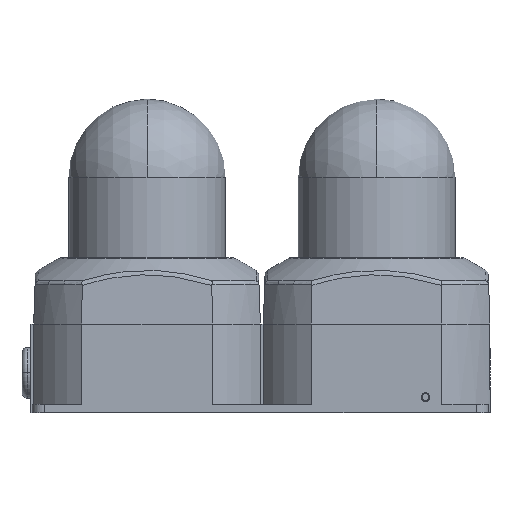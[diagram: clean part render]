
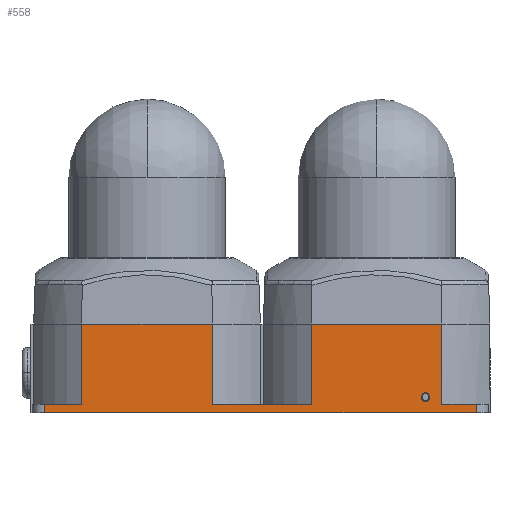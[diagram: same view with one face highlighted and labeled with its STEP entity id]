
A CAD part, left-side view. The second image highlights one B-rep face of the part: STEP entity #558.
In plain terms, the highlighted planar face has unit normal (-1, 0, 0).
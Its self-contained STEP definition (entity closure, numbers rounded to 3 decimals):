
#57 = DIRECTION ( 'NONE',  ( -1., 0., 0. ) ) ;
#95 = EDGE_CURVE ( 'NONE', #2152, #3879, #1261, .T. ) ;
#230 = ORIENTED_EDGE ( 'NONE', *, *, #466, .F. ) ;
#243 = LINE ( 'NONE', #4741, #2587 ) ;
#311 = FACE_OUTER_BOUND ( 'NONE', #3846, .T. ) ;
#312 = DIRECTION ( 'NONE',  ( 0., 0., 1. ) ) ;
#331 = EDGE_CURVE ( 'NONE', #895, #2197, #1222, .T. ) ;
#368 = ORIENTED_EDGE ( 'NONE', *, *, #1509, .F. ) ;
#393 = CARTESIAN_POINT ( 'NONE',  ( -65., 37.417, -46. ) ) ;
#395 = CIRCLE ( 'NONE', #3051, 2.5 ) ;
#446 = EDGE_CURVE ( 'NONE', #1425, #1982, #669, .T. ) ;
#466 = EDGE_CURVE ( 'NONE', #1425, #2152, #243, .T. ) ;
#473 = DIRECTION ( 'NONE',  ( -1., 0., 0. ) ) ;
#484 = ORIENTED_EDGE ( 'NONE', *, *, #446, .T. ) ;
#531 = DIRECTION ( 'NONE',  ( 0., 0., -1. ) ) ;
#545 = VECTOR ( 'NONE', #312, 1000. ) ;
#558 = ADVANCED_FACE ( 'NONE', ( #311, #4578 ), #4556, .F. ) ;
#615 = EDGE_CURVE ( 'NONE', #1329, #2598, #3751, .T. ) ;
#623 = CARTESIAN_POINT ( 'NONE',  ( -65., -169.117, -323.848 ) ) ;
#648 = CARTESIAN_POINT ( 'NONE',  ( -65., -94.283, -46. ) ) ;
#669 = LINE ( 'NONE', #623, #545 ) ;
#737 = EDGE_CURVE ( 'NONE', #2598, #1982, #2217, .T. ) ;
#815 = EDGE_CURVE ( 'NONE', #1680, #895, #2276, .T. ) ;
#895 = VERTEX_POINT ( 'NONE', #2571 ) ;
#921 = CARTESIAN_POINT ( 'NONE',  ( -65., -37.417, 0. ) ) ;
#1002 = VECTOR ( 'NONE', #2034, 1000. ) ;
#1013 = VECTOR ( 'NONE', #4643, 1000. ) ;
#1029 = VERTEX_POINT ( 'NONE', #3338 ) ;
#1177 = DIRECTION ( 'NONE',  ( 0., -1., 0. ) ) ;
#1198 = CARTESIAN_POINT ( 'NONE',  ( -65., -37.417, 0. ) ) ;
#1207 = DIRECTION ( 'NONE',  ( 0., 0., -1. ) ) ;
#1213 = LINE ( 'NONE', #2660, #3533 ) ;
#1222 = LINE ( 'NONE', #1198, #1899 ) ;
#1236 = CARTESIAN_POINT ( 'NONE',  ( -65., -188.8, -46. ) ) ;
#1261 = LINE ( 'NONE', #1236, #3748 ) ;
#1265 = ORIENTED_EDGE ( 'NONE', *, *, #815, .F. ) ;
#1272 = CARTESIAN_POINT ( 'NONE',  ( -65., -188.8, -51. ) ) ;
#1276 = LINE ( 'NONE', #2723, #3233 ) ;
#1329 = VERTEX_POINT ( 'NONE', #648 ) ;
#1425 = VERTEX_POINT ( 'NONE', #4567 ) ;
#1490 = DIRECTION ( 'NONE',  ( 0., 1., 0. ) ) ;
#1509 = EDGE_CURVE ( 'NONE', #1557, #1680, #1693, .T. ) ;
#1557 = VERTEX_POINT ( 'NONE', #1712 ) ;
#1582 = AXIS2_PLACEMENT_3D ( 'NONE', #3334, #57, #1490 ) ;
#1663 = CARTESIAN_POINT ( 'NONE',  ( -65., 58.8, -51. ) ) ;
#1680 = VERTEX_POINT ( 'NONE', #393 ) ;
#1693 = LINE ( 'NONE', #3166, #1013 ) ;
#1712 = CARTESIAN_POINT ( 'NONE',  ( -65., 58.8, -46. ) ) ;
#1724 = ORIENTED_EDGE ( 'NONE', *, *, #3356, .T. ) ;
#1798 = CARTESIAN_POINT ( 'NONE',  ( -65., -169.117, 0. ) ) ;
#1855 = EDGE_CURVE ( 'NONE', #2958, #2197, #1213, .T. ) ;
#1857 = ORIENTED_EDGE ( 'NONE', *, *, #737, .F. ) ;
#1899 = VECTOR ( 'NONE', #1177, 1000. ) ;
#1904 = DIRECTION ( 'NONE',  ( 0., 1., 0. ) ) ;
#1982 = VERTEX_POINT ( 'NONE', #1798 ) ;
#2020 = DIRECTION ( 'NONE',  ( 0., -1., 0. ) ) ;
#2034 = DIRECTION ( 'NONE',  ( 0., 0., 1. ) ) ;
#2064 = CARTESIAN_POINT ( 'NONE',  ( -65., 37.417, -323.848 ) ) ;
#2152 = VERTEX_POINT ( 'NONE', #3795 ) ;
#2190 = CARTESIAN_POINT ( 'NONE',  ( -65., -169.117, 0. ) ) ;
#2191 = EDGE_CURVE ( 'NONE', #2958, #1329, #1276, .T. ) ;
#2197 = VERTEX_POINT ( 'NONE', #921 ) ;
#2217 = LINE ( 'NONE', #2190, #2979 ) ;
#2276 = LINE ( 'NONE', #2064, #1002 ) ;
#2312 = LINE ( 'NONE', #3807, #4208 ) ;
#2418 = ORIENTED_EDGE ( 'NONE', *, *, #331, .F. ) ;
#2440 = ORIENTED_EDGE ( 'NONE', *, *, #2601, .T. ) ;
#2571 = CARTESIAN_POINT ( 'NONE',  ( -65., 37.417, 0. ) ) ;
#2587 = VECTOR ( 'NONE', #4454, 1000. ) ;
#2598 = VERTEX_POINT ( 'NONE', #3089 ) ;
#2601 = EDGE_CURVE ( 'NONE', #2650, #3879, #4569, .T. ) ;
#2650 = VERTEX_POINT ( 'NONE', #1663 ) ;
#2660 = CARTESIAN_POINT ( 'NONE',  ( -65., -37.417, -323.848 ) ) ;
#2702 = ORIENTED_EDGE ( 'NONE', *, *, #3184, .F. ) ;
#2719 = DIRECTION ( 'NONE',  ( 0., -1., 0. ) ) ;
#2723 = CARTESIAN_POINT ( 'NONE',  ( -65., -100., -46. ) ) ;
#2729 = ORIENTED_EDGE ( 'NONE', *, *, #1855, .T. ) ;
#2958 = VERTEX_POINT ( 'NONE', #3504 ) ;
#2972 = AXIS2_PLACEMENT_3D ( 'NONE', #4532, #4504, #4483 ) ;
#2979 = VECTOR ( 'NONE', #2020, 1000. ) ;
#3051 = AXIS2_PLACEMENT_3D ( 'NONE', #3747, #473, #1904 ) ;
#3089 = CARTESIAN_POINT ( 'NONE',  ( -65., -94.283, 0. ) ) ;
#3166 = CARTESIAN_POINT ( 'NONE',  ( -65., -3.3, -46. ) ) ;
#3184 = EDGE_CURVE ( 'NONE', #1029, #4412, #4299, .T. ) ;
#3230 = CARTESIAN_POINT ( 'NONE',  ( -65., -188.8, -51. ) ) ;
#3233 = VECTOR ( 'NONE', #4209, 1000. ) ;
#3334 = CARTESIAN_POINT ( 'NONE',  ( -65., -159.7, -42. ) ) ;
#3338 = CARTESIAN_POINT ( 'NONE',  ( -65., -162.2, -42. ) ) ;
#3356 = EDGE_CURVE ( 'NONE', #1557, #2650, #2312, .T. ) ;
#3446 = ORIENTED_EDGE ( 'NONE', *, *, #95, .F. ) ;
#3465 = DIRECTION ( 'NONE',  ( 0., 0., 1. ) ) ;
#3489 = CARTESIAN_POINT ( 'NONE',  ( -65., -94.283, -323.848 ) ) ;
#3504 = CARTESIAN_POINT ( 'NONE',  ( -65., -37.417, -46. ) ) ;
#3509 = EDGE_LOOP ( 'NONE', ( #3551, #2702 ) ) ;
#3533 = VECTOR ( 'NONE', #4151, 1000. ) ;
#3551 = ORIENTED_EDGE ( 'NONE', *, *, #4162, .F. ) ;
#3747 = CARTESIAN_POINT ( 'NONE',  ( -65., -159.7, -42. ) ) ;
#3748 = VECTOR ( 'NONE', #1207, 1000. ) ;
#3751 = LINE ( 'NONE', #3489, #4224 ) ;
#3795 = CARTESIAN_POINT ( 'NONE',  ( -65., -188.8, -46. ) ) ;
#3807 = CARTESIAN_POINT ( 'NONE',  ( -65., 58.8, -46. ) ) ;
#3846 = EDGE_LOOP ( 'NONE', ( #230, #484, #1857, #4499, #4489, #2729, #2418, #1265, #368, #1724, #2440, #3446 ) ) ;
#3879 = VERTEX_POINT ( 'NONE', #3230 ) ;
#4151 = DIRECTION ( 'NONE',  ( 0., 0., 1. ) ) ;
#4162 = EDGE_CURVE ( 'NONE', #4412, #1029, #395, .T. ) ;
#4164 = CARTESIAN_POINT ( 'NONE',  ( -65., -157.2, -42. ) ) ;
#4208 = VECTOR ( 'NONE', #531, 1000. ) ;
#4209 = DIRECTION ( 'NONE',  ( 0., -1., 0. ) ) ;
#4224 = VECTOR ( 'NONE', #3465, 1000. ) ;
#4299 = CIRCLE ( 'NONE', #1582, 2.5 ) ;
#4412 = VERTEX_POINT ( 'NONE', #4164 ) ;
#4454 = DIRECTION ( 'NONE',  ( 0., -1., 0. ) ) ;
#4468 = VECTOR ( 'NONE', #2719, 1000. ) ;
#4483 = DIRECTION ( 'NONE',  ( 0., 1., 0. ) ) ;
#4489 = ORIENTED_EDGE ( 'NONE', *, *, #2191, .F. ) ;
#4499 = ORIENTED_EDGE ( 'NONE', *, *, #615, .F. ) ;
#4504 = DIRECTION ( 'NONE',  ( 1., 0., 0. ) ) ;
#4532 = CARTESIAN_POINT ( 'NONE',  ( -65., -188.8, -46. ) ) ;
#4556 = PLANE ( 'NONE',  #2972 ) ;
#4567 = CARTESIAN_POINT ( 'NONE',  ( -65., -169.117, -46. ) ) ;
#4569 = LINE ( 'NONE', #1272, #4468 ) ;
#4578 = FACE_BOUND ( 'NONE', #3509, .T. ) ;
#4643 = DIRECTION ( 'NONE',  ( 0., -1., 0. ) ) ;
#4741 = CARTESIAN_POINT ( 'NONE',  ( -65., -188.8, -46. ) ) ;
